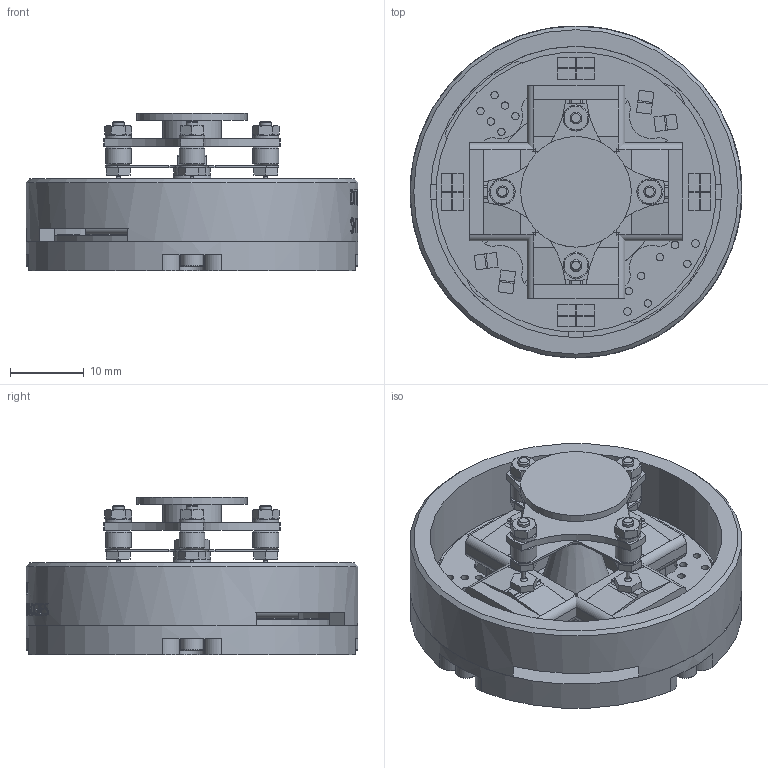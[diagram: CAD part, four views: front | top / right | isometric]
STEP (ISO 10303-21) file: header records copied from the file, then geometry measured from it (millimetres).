
FILE_DESCRIPTION (( 'STEP AP214' ), '1' );
FILE_NAME ('021014.STEP', '2022-07-21T09:35:03', ( '' ), ( '' ), 'SwSTEP 2.0', 'SolidWorks 2021', '' );
FILE_SCHEMA (( 'AUTOMOTIVE_DESIGN' ));
Length unit declared in the file: millimetre
Products named in the file (14): 016159; 032033; 016194; 005432; 006048; 031862_Simplifie; 021014; 033665_Simplifi‚; 005430_simu; 032260_Simplifie; 016793; 000911; 016792; 016790
Assembly tree (34 placements, depth 2):
  021014
    016194
    005430_simu
    016159
    006048
    032260_Simplifie  x4
    016790  x4
    005432  x4
    032033  x4
    031862_Simplifie  x4
    016792
    016793
    033665_Simplifi‚  x4
    000911  x4
Bounding box: 45 x 45 x 21.43 mm (x, y, z)
Volume: 11581.2 mm3; surface area: 13645.1 mm2
Topology: 34 solids, 34 shells, 1424 faces, 3604 edges, 2349 vertices
Faces by surface type: plane 812, cylinder 305, bspline 163, cone 110, torus 34
Full cylindrical faces by diameter (mm): 0.5 x4, 0.75 x8, 1 x22, 1.2 x4, 1.25 x12, 1.6 x17, 1.7 x4, 1.8 x8, 1.9 x4, 2 x1, 2.4 x1, 2.5 x4, 3 x4, 3.2 x4, 3.5 x8, 5 x1, 6 x1, 8 x1, 15 x1, 38 x1, 39.5 x1, 45 x2
Entity records: 42425 total; most frequent: CARTESIAN_POINT 13405, ORIENTED_EDGE 4940, DIRECTION 4234, EDGE_CURVE 2470, VERTEX_POINT 1686, AXIS2_PLACEMENT_3D 1475, VECTOR 1284, LINE 1284
